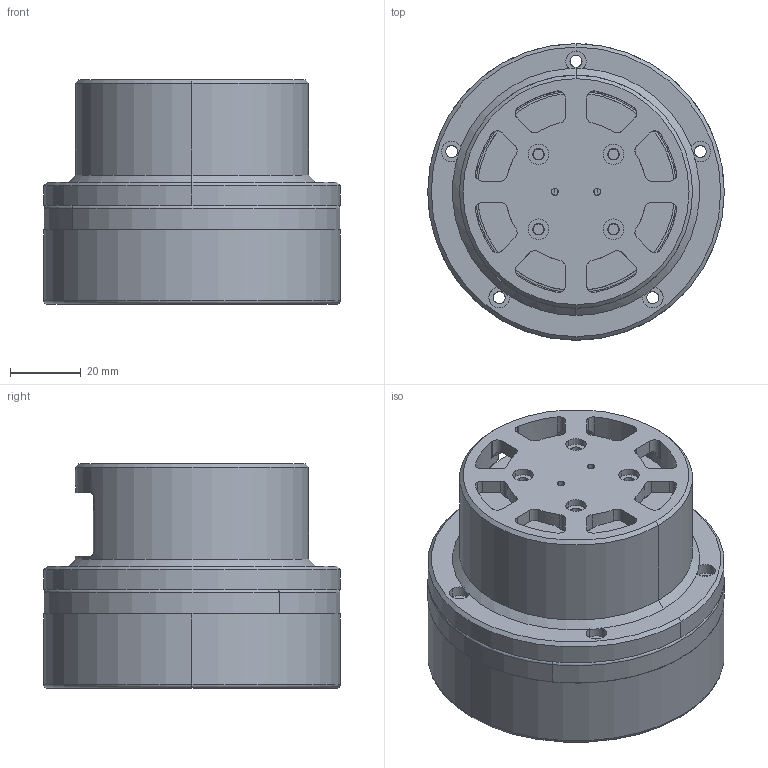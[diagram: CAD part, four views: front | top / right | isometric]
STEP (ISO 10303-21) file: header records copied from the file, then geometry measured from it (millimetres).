
FILE_DESCRIPTION (( 'STEP AP214' ), '1' );
FILE_NAME ('Assemblage_servo.STEP', '2022-02-13T10:14:06', ( '' ), ( '' ), 'SwSTEP 2.0', 'SolidWorks 2016', '' );
FILE_SCHEMA (( 'AUTOMOTIVE_DESIGN' ));
Length unit declared in the file: millimetre
Products named in the file (25): cloche_arr; encoder; 5008_cage_IPE; radial ball bearing_68_iso_ISO 15 RBB - 1717 - 28,SI,NC,28_68; Assemblage_menant; rotor180; 5008_stator_IPE; PortePlanet; menant_interne; 5008_IPEAssemblage; exentrique000; SupportMoteurEquipé^Assemblage_servo; Assemblage_vill; cloche; radial ball bearing_68_iso_ISO 15 RBB - 1750 - 40,SI,NC,40_68; support_moteur; Assemblage_servo; bouchon_ex; menant_sortie; Entretoise6x18; Assemblage_cloche; rotor000; Assemblage_reducteur; SupportAimant; radial ball bearing_68_iso_ISO 15 RBB - 1720 - 28,SI,NC,28_68
Assembly tree (36 placements, depth 4):
  Assemblage_servo
    Assemblage_reducteur
      Assemblage_cloche
        cloche
        radial ball bearing_68_iso_ISO 15 RBB - 1750 - 40,SI,NC,40_68  x2
        cloche_arr
      Assemblage_menant
        menant_sortie
        Entretoise6x18  x9
        radial ball bearing_68_iso_ISO 15 RBB - 1717 - 28,SI,NC,28_68
        menant_interne
      Assemblage_vill
        exentrique000  x2
        radial ball bearing_68_iso_ISO 15 RBB - 1717 - 28,SI,NC,28_68  x2
        rotor000
        rotor180
        bouchon_ex
        PortePlanet
        radial ball bearing_68_iso_ISO 15 RBB - 1720 - 28,SI,NC,28_68
    5008_IPEAssemblage
      5008_stator_IPE
      5008_cage_IPE
    SupportAimant
    SupportMoteurEquipé^Assemblage_servo
      support_moteur
      encoder
Bounding box: 84 x 84 x 63.5 mm (x, y, z)
Volume: 223224.5 mm3; surface area: 120918.3 mm2
Topology: 30 solids, 30 shells, 1051 faces, 2463 edges, 1555 vertices
Faces by surface type: cylinder 593, plane 217, torus 165, cone 66, bspline 10
Entity records: 36968 total; most frequent: CARTESIAN_POINT 13351, DIRECTION 5343, ORIENTED_EDGE 4342, AXIS2_PLACEMENT_3D 2319, EDGE_CURVE 2171, CIRCLE 1378, VERTEX_POINT 1377, EDGE_LOOP 1184
